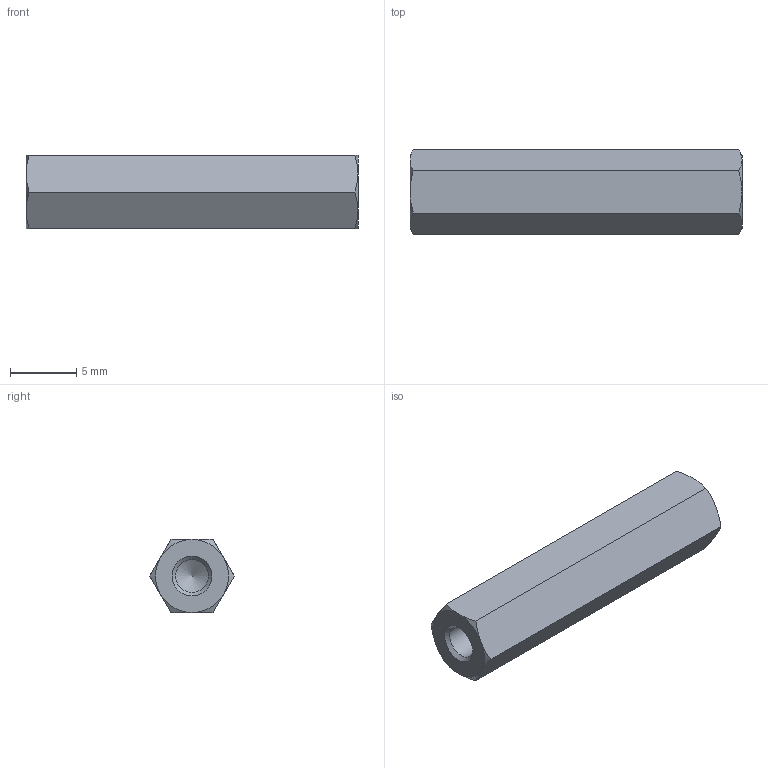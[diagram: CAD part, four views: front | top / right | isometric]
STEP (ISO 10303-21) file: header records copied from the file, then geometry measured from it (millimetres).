
FILE_DESCRIPTION(/* description */ ('STEP AP214'),/* implementation_level */ '2;1');
FILE_NAME(/* name */ 'Stainless Steel-Spacer GN 6220-NI-M3-25-A',/* time_stamp */ '2024-10-05T16:23:34+02:00',/* author */ ('License CC BY-ND 4.0'),/* organization */ ('CADENAS'),/* preprocessor_version */ 'ST-DEVELOPER v19.3',/* originating_system */ 'PARTsolutions',/* authorisation */ ' ');
FILE_SCHEMA (('AUTOMOTIVE_DESIGN {1 0 10303 214 3 1 1}'));
Length unit declared in the file: millimetre
Products named in the file (1): Stainless Steel-Spacer GN 6220-NI-M3-25-A
Bounding box: 25 x 6.35 x 5.5 mm (x, y, z)
Volume: 566.2 mm3; surface area: 664.6 mm2
Topology: 1 solids, 1 shells, 26 faces, 57 edges, 33 vertices
Faces by surface type: cone 16, plane 8, cylinder 2
Full cylindrical faces by diameter (mm): 2.459 x2
Entity records: 704 total; most frequent: CARTESIAN_POINT 179, ORIENTED_EDGE 96, DIRECTION 96, EDGE_CURVE 48, AXIS2_PLACEMENT_3D 45, FACE_BOUND 34, VERTEX_POINT 32, EDGE_LOOP 32
